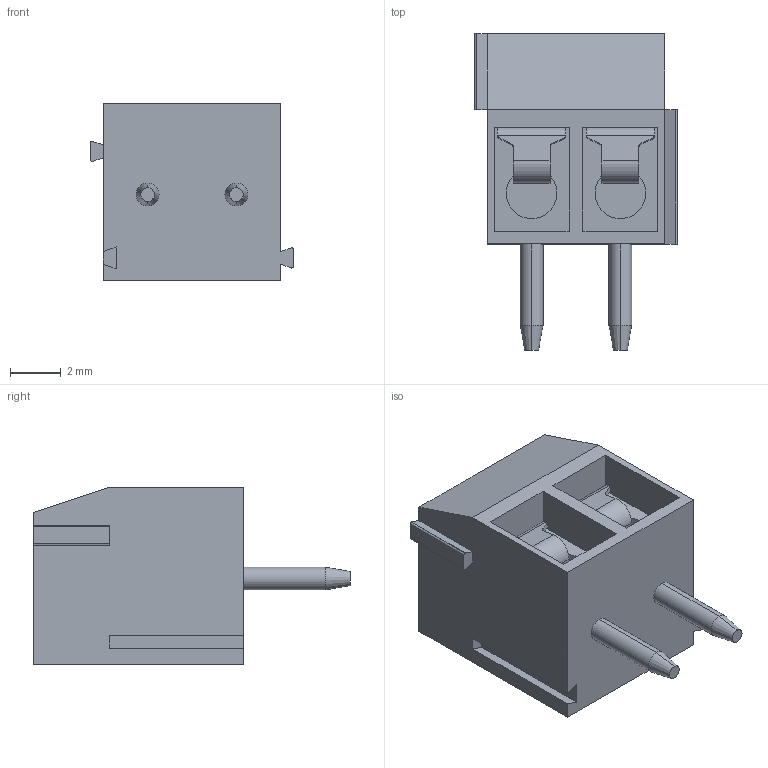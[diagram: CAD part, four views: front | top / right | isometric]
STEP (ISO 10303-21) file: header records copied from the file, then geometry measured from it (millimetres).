
FILE_DESCRIPTION (( 'STEP AP214' ), '1' );
FILE_NAME ('1776275-2.STEP', '2023-06-23T03:43:32', ( '' ), ( '' ), 'SwSTEP 2.0', 'SolidWorks 2017', '' );
FILE_SCHEMA (( 'AUTOMOTIVE_DESIGN' ));
Length unit declared in the file: millimetre
Products named in the file (2): 1776275-2_1776275-2; 1776275-2
Assembly tree (1 placements, depth 2):
  1776275-2
    1776275-2_1776275-2
Bounding box: 8 x 12.5 x 7 mm (x, y, z)
Volume: 348.8 mm3; surface area: 638.1 mm2
Topology: 9 solids, 9 shells, 177 faces, 445 edges, 290 vertices
Faces by surface type: plane 139, cylinder 30, bspline 4, cone 4
Entity records: 5481 total; most frequent: CARTESIAN_POINT 1048, ORIENTED_EDGE 890, DIRECTION 863, EDGE_CURVE 445, VECTOR 365, LINE 365, VERTEX_POINT 290, AXIS2_PLACEMENT_3D 249
